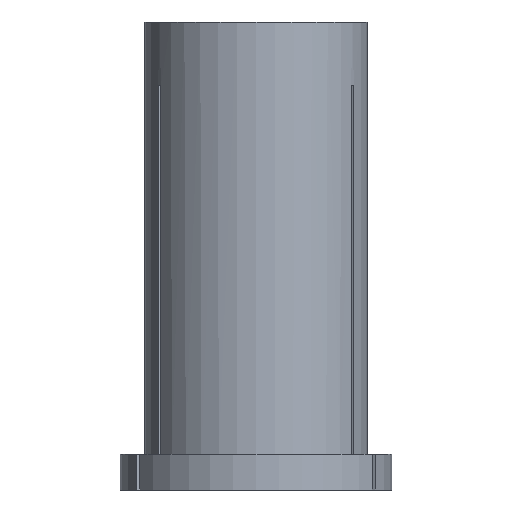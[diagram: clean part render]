
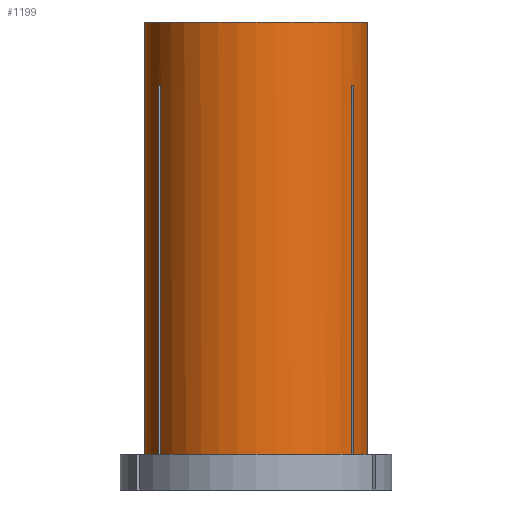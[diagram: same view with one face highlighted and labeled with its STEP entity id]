
A CAD part, front view. The second image highlights one B-rep face of the part: STEP entity #1199.
In plain terms, the highlighted cylindrical face has radius 12.5 mm (diameter 25 mm), a partial arc.
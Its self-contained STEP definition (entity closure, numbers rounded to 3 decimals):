
#1 = VECTOR ( 'NONE', #640, 1000. ) ;
#16 = VERTEX_POINT ( 'NONE', #1332 ) ;
#34 = VERTEX_POINT ( 'NONE', #1367 ) ;
#53 = CARTESIAN_POINT ( 'NONE',  ( 0., 0., -48.5 ) ) ;
#58 = B_SPLINE_CURVE_WITH_KNOTS ( 'NONE', 3,
 ( #845, #1287, #1016, #796, #453 ),
 .UNSPECIFIED., .F., .F.,
 ( 4, 1, 4 ),
 ( 0.068, 0.068, 0.068 ),
 .UNSPECIFIED. ) ;
#63 = VERTEX_POINT ( 'NONE', #192 ) ;
#87 = CIRCLE ( 'NONE', #1532, 12.5 ) ;
#112 = VERTEX_POINT ( 'NONE', #1278 ) ;
#127 = VERTEX_POINT ( 'NONE', #662 ) ;
#129 = VERTEX_POINT ( 'NONE', #418 ) ;
#132 = DIRECTION ( 'NONE',  ( 0., 0., 1. ) ) ;
#142 = VERTEX_POINT ( 'NONE', #1126 ) ;
#145 = VERTEX_POINT ( 'NONE', #1001 ) ;
#159 = ORIENTED_EDGE ( 'NONE', *, *, #1341, .F. ) ;
#180 = CIRCLE ( 'NONE', #1312, 12.5 ) ;
#192 = CARTESIAN_POINT ( 'NONE',  ( -10.672, -6.508, -48.5 ) ) ;
#212 = DIRECTION ( 'NONE',  ( 0., 0., 1. ) ) ;
#220 = VERTEX_POINT ( 'NONE', #611 ) ;
#233 = EDGE_CURVE ( 'NONE', #129, #112, #289, .T. ) ;
#245 = DIRECTION ( 'NONE',  ( 0., 0., 1. ) ) ;
#251 = VECTOR ( 'NONE', #245, 1000. ) ;
#255 = EDGE_LOOP ( 'NONE', ( #159, #815, #316, #1384, #930, #772, #1394, #1493, #1063, #588, #710, #1058 ) ) ;
#261 = DIRECTION ( 'NONE',  ( 0., 0., 1. ) ) ;
#279 = CARTESIAN_POINT ( 'NONE',  ( 10.672, -6.508, 0. ) ) ;
#284 = EDGE_CURVE ( 'NONE', #34, #810, #334, .T. ) ;
#288 = DIRECTION ( 'NONE',  ( 0., 0., 1. ) ) ;
#289 = LINE ( 'NONE', #279, #362 ) ;
#316 = ORIENTED_EDGE ( 'NONE', *, *, #1468, .T. ) ;
#322 = CARTESIAN_POINT ( 'NONE',  ( 0., 0., -48.5 ) ) ;
#334 = LINE ( 'NONE', #1062, #1 ) ;
#352 = DIRECTION ( 'NONE',  ( 1., 0., 0. ) ) ;
#360 = FACE_OUTER_BOUND ( 'NONE', #255, .T. ) ;
#362 = VECTOR ( 'NONE', #1212, 1000. ) ;
#370 = DIRECTION ( 'NONE',  ( 1., 0., 0. ) ) ;
#373 = DIRECTION ( 'NONE',  ( 1., 0., 0. ) ) ;
#386 = CARTESIAN_POINT ( 'NONE',  ( 0., 0., -48.5 ) ) ;
#408 = DIRECTION ( 'NONE',  ( 0., 0., 1. ) ) ;
#418 = CARTESIAN_POINT ( 'NONE',  ( 10.672, -6.508, -48.5 ) ) ;
#426 = CARTESIAN_POINT ( 'NONE',  ( 0., 0., 0. ) ) ;
#437 = CYLINDRICAL_SURFACE ( 'NONE', #555, 12.5 ) ;
#447 = CARTESIAN_POINT ( 'NONE',  ( -12.5, 0., 0. ) ) ;
#453 = CARTESIAN_POINT ( 'NONE',  ( -10.672, -6.508, -7.094 ) ) ;
#456 = LINE ( 'NONE', #854, #1414 ) ;
#460 = CARTESIAN_POINT ( 'NONE',  ( 10.826, -6.251, -7.092 ) ) ;
#474 = CIRCLE ( 'NONE', #1192, 12.5 ) ;
#555 = AXIS2_PLACEMENT_3D ( 'NONE', #426, #212, #373 ) ;
#578 = VERTEX_POINT ( 'NONE', #811 ) ;
#588 = ORIENTED_EDGE ( 'NONE', *, *, #1378, .T. ) ;
#611 = CARTESIAN_POINT ( 'NONE',  ( 10.972, -5.988, -48.5 ) ) ;
#612 = CARTESIAN_POINT ( 'NONE',  ( -12.5, 0., 0. ) ) ;
#622 = EDGE_CURVE ( 'NONE', #63, #129, #87, .T. ) ;
#629 = EDGE_CURVE ( 'NONE', #220, #16, #456, .T. ) ;
#640 = DIRECTION ( 'NONE',  ( 0., 0., 1. ) ) ;
#662 = CARTESIAN_POINT ( 'NONE',  ( -10.672, -6.508, -7.094 ) ) ;
#710 = ORIENTED_EDGE ( 'NONE', *, *, #284, .T. ) ;
#716 = DIRECTION ( 'NONE',  ( 1., 0., 0. ) ) ;
#728 = CARTESIAN_POINT ( 'NONE',  ( 12.5, 0., 0. ) ) ;
#767 = DIRECTION ( 'NONE',  ( 0., 0., 1. ) ) ;
#772 = ORIENTED_EDGE ( 'NONE', *, *, #622, .T. ) ;
#787 = CARTESIAN_POINT ( 'NONE',  ( -10.972, -5.988, 0. ) ) ;
#796 = CARTESIAN_POINT ( 'NONE',  ( -10.724, -6.422, -7.093 ) ) ;
#810 = VERTEX_POINT ( 'NONE', #728 ) ;
#811 = CARTESIAN_POINT ( 'NONE',  ( -10.972, -5.988, -48.5 ) ) ;
#815 = ORIENTED_EDGE ( 'NONE', *, *, #1029, .T. ) ;
#827 = CARTESIAN_POINT ( 'NONE',  ( -10.672, -6.508, 0. ) ) ;
#845 = CARTESIAN_POINT ( 'NONE',  ( -10.972, -5.988, -7.094 ) ) ;
#854 = CARTESIAN_POINT ( 'NONE',  ( 10.972, -5.988, 0. ) ) ;
#865 = EDGE_CURVE ( 'NONE', #142, #127, #58, .T. ) ;
#897 = DIRECTION ( 'NONE',  ( 0., 0., 1. ) ) ;
#925 = CARTESIAN_POINT ( 'NONE',  ( 10.972, -5.988, -7.094 ) ) ;
#930 = ORIENTED_EDGE ( 'NONE', *, *, #1241, .F. ) ;
#940 = CARTESIAN_POINT ( 'NONE',  ( 10.924, -6.076, -7.093 ) ) ;
#955 = DIRECTION ( 'NONE',  ( 1., 0., 0. ) ) ;
#962 = B_SPLINE_CURVE_WITH_KNOTS ( 'NONE', 3,
 ( #1015, #987, #460, #940, #925 ),
 .UNSPECIFIED., .F., .F.,
 ( 4, 1, 4 ),
 ( 0.074, 0.074, 0.075 ),
 .UNSPECIFIED. ) ;
#968 = VECTOR ( 'NONE', #1440, 1000. ) ;
#972 = LINE ( 'NONE', #447, #968 ) ;
#985 = CIRCLE ( 'NONE', #1495, 12.5 ) ;
#987 = CARTESIAN_POINT ( 'NONE',  ( 10.724, -6.423, -7.093 ) ) ;
#1001 = CARTESIAN_POINT ( 'NONE',  ( -12.5, 0., -48.5 ) ) ;
#1015 = CARTESIAN_POINT ( 'NONE',  ( 10.672, -6.508, -7.094 ) ) ;
#1016 = CARTESIAN_POINT ( 'NONE',  ( -10.827, -6.25, -7.092 ) ) ;
#1023 = EDGE_CURVE ( 'NONE', #1090, #810, #474, .T. ) ;
#1029 = EDGE_CURVE ( 'NONE', #145, #578, #180, .T. ) ;
#1058 = ORIENTED_EDGE ( 'NONE', *, *, #1023, .F. ) ;
#1062 = CARTESIAN_POINT ( 'NONE',  ( 12.5, 0., 0. ) ) ;
#1063 = ORIENTED_EDGE ( 'NONE', *, *, #629, .F. ) ;
#1090 = VERTEX_POINT ( 'NONE', #612 ) ;
#1126 = CARTESIAN_POINT ( 'NONE',  ( -10.972, -5.988, -7.094 ) ) ;
#1167 = VECTOR ( 'NONE', #767, 1000. ) ;
#1192 = AXIS2_PLACEMENT_3D ( 'NONE', #1427, #897, #716 ) ;
#1199 = ADVANCED_FACE ( 'NONE', ( #360 ), #437, .T. ) ;
#1212 = DIRECTION ( 'NONE',  ( 0., 0., 1. ) ) ;
#1230 = LINE ( 'NONE', #787, #1167 ) ;
#1241 = EDGE_CURVE ( 'NONE', #63, #127, #1294, .T. ) ;
#1278 = CARTESIAN_POINT ( 'NONE',  ( 10.672, -6.508, -7.094 ) ) ;
#1287 = CARTESIAN_POINT ( 'NONE',  ( -10.924, -6.076, -7.093 ) ) ;
#1294 = LINE ( 'NONE', #827, #251 ) ;
#1312 = AXIS2_PLACEMENT_3D ( 'NONE', #386, #288, #352 ) ;
#1332 = CARTESIAN_POINT ( 'NONE',  ( 10.972, -5.988, -7.094 ) ) ;
#1341 = EDGE_CURVE ( 'NONE', #145, #1090, #972, .T. ) ;
#1367 = CARTESIAN_POINT ( 'NONE',  ( 12.5, 0., -48.5 ) ) ;
#1378 = EDGE_CURVE ( 'NONE', #220, #34, #985, .T. ) ;
#1384 = ORIENTED_EDGE ( 'NONE', *, *, #865, .T. ) ;
#1394 = ORIENTED_EDGE ( 'NONE', *, *, #233, .T. ) ;
#1400 = EDGE_CURVE ( 'NONE', #112, #16, #962, .T. ) ;
#1414 = VECTOR ( 'NONE', #408, 1000. ) ;
#1427 = CARTESIAN_POINT ( 'NONE',  ( 0., 0., 0. ) ) ;
#1440 = DIRECTION ( 'NONE',  ( 0., 0., 1. ) ) ;
#1468 = EDGE_CURVE ( 'NONE', #578, #142, #1230, .T. ) ;
#1493 = ORIENTED_EDGE ( 'NONE', *, *, #1400, .T. ) ;
#1495 = AXIS2_PLACEMENT_3D ( 'NONE', #322, #261, #955 ) ;
#1532 = AXIS2_PLACEMENT_3D ( 'NONE', #53, #132, #370 ) ;
